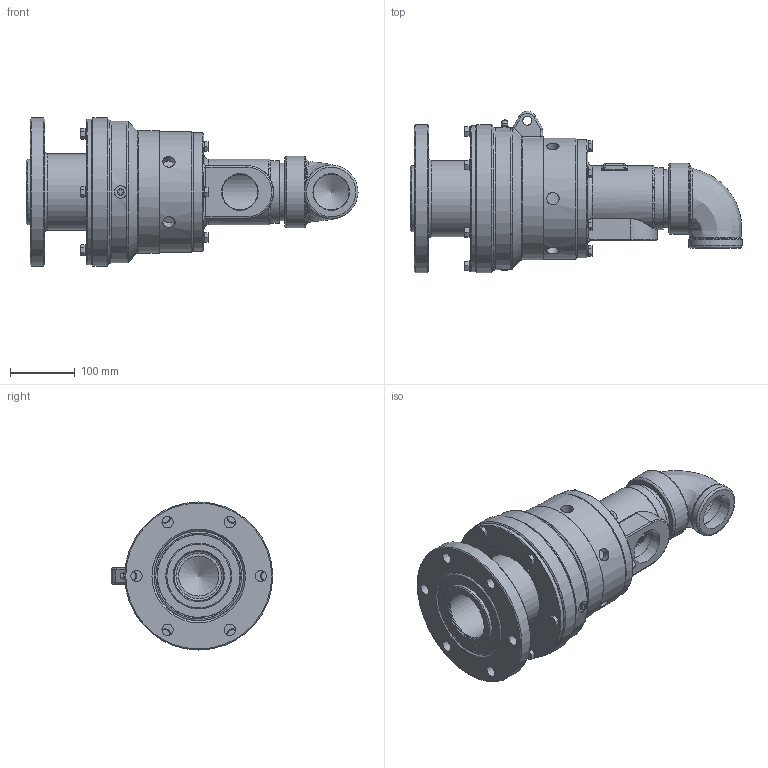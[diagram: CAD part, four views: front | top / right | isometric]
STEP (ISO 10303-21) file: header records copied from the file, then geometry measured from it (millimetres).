
FILE_DESCRIPTION(/* description */ (''),/* implementation_level */ '2;1');
FILE_NAME(/* name */ '6300-002-103-IC.stp',/* time_stamp */ '2022-08-15T08:31:46-05:00',/* author */ ('msvetlecich'),/* organization */ (''),/* preprocessor_version */ 'ST-DEVELOPER v18.1',/* originating_system */ 'Autodesk Inventor 2022',/* authorisation */ '');
FILE_SCHEMA (('AUTOMOTIVE_DESIGN { 1 0 10303 214 3 1 1 }'));
Products named in the file (1): 6300-002-103-IC
Bounding box: 512.79 x 249.3 x 228.6 mm (x, y, z)
Volume: 7229484.3 mm3; surface area: 569997.7 mm2
Topology: 1 solids, 16 shells, 6921 faces, 18363 edges, 11752 vertices
Faces by surface type: plane 5658, bspline 778, cylinder 224, cone 214, torus 40, sphere 7
Full cylindrical faces by diameter (mm): 2.36 x4, 5 x1, 7.798 x6, 7.95 x2, 9.525 x12, 9.855 x6, 10.3 x12, 14 x1, 14.275 x12, 16.7 x6, 17.5 x6, 19 x8, 55.169 x2, 61.9 x1, 65.05 x1, 65.15 x1, 65.9 x1, 67.26 x1, 76.2 x2, 77.7 x2, 79.508 x1, 82.55 x1, 82.7 x1, 96.1 x1, 101.7 x1, 104.4 x1, 105 x1, 110 x1, 117.5 x1, 152.4 x1
Entity records: 222894 total; most frequent: CARTESIAN_POINT 55645, ORIENTED_EDGE 36694, DIRECTION 28497, EDGE_CURVE 18347, LINE 14603, VECTOR 14603, VERTEX_POINT 11752, EDGE_LOOP 7257
